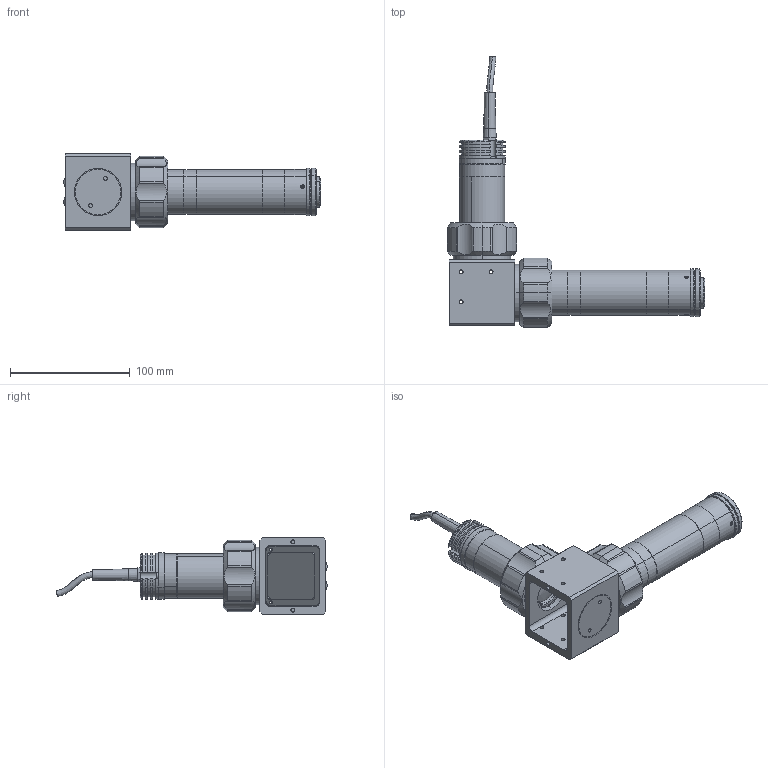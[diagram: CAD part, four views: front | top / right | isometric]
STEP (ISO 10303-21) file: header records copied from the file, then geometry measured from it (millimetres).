
FILE_DESCRIPTION (( 'STEP AP203' ), '1' );
FILE_NAME ('DP71595-C_TCCXQ075-G.step', '2021-11-26T11:25:17', ( '' ), ( '' ), 'SwSTEP 2.0', 'SolidWorks 2021', '' );
FILE_SCHEMA (( 'CONFIG_CONTROL_DESIGN' ));
Length unit declared in the file: millimetre
Products named in the file (1): DP71595-C_TCCXQ075-G
Bounding box: 214.7 x 226.28 x 64 mm (x, y, z)
Surface area: 84255 mm2 (no closed solid volume)
Topology: 0 solids, 43 shells, 380 faces, 1165 edges, 824 vertices
Faces by surface type: cylinder 186, plane 142, cone 36, torus 12, sphere 2, bspline 2
Entity records: 14307 total; most frequent: CARTESIAN_POINT 3676, DIRECTION 2311, ORIENTED_EDGE 1947, EDGE_CURVE 1165, AXIS2_PLACEMENT_3D 879, VERTEX_POINT 824, LINE 553, VECTOR 553
